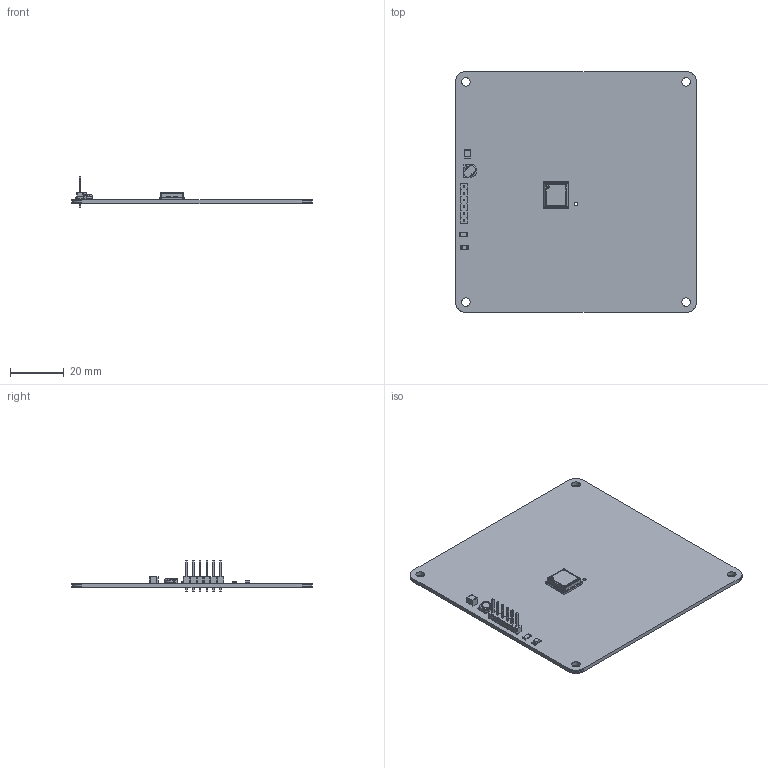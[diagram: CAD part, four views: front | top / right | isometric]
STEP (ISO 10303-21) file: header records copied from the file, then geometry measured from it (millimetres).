
FILE_DESCRIPTION(('KiCad electronic assembly'),'2;1');
FILE_NAME('CommsBoard.step','2025-04-01T15:06:05',('Pcbnew'),('Kicad'), 'Open CASCADE STEP processor 7.7','KiCad to STEP converter','Unknown' );
FILE_SCHEMA(('AUTOMOTIVE_DESIGN { 1 0 10303 214 1 1 1 1 }'));
Length unit declared in the file: millimetre
Products named in the file (14): CommsBoard 1; PinHeader_1x06_P2.54mm_Vertical; SOLID; MAX-M8C-0-10--3DModel-STEP-56544; COMPOUND; R_1206_3216Metric; C_1210_3225Metric; LED_1206_3216Metric; ML414H IV01E--3DModel-STEP-56544; CommsBoard PCB
Assembly tree (13 placements, depth 3):
  CommsBoard 1
    PinHeader_1x06_P2.54mm_Vertical
      SOLID
    MAX-M8C-0-10--3DModel-STEP-56544
      COMPOUND
    R_1206_3216Metric
      SOLID
    C_1210_3225Metric
      SOLID
    LED_1206_3216Metric
      SOLID
    ML414H IV01E--3DModel-STEP-56544
      COMPOUND
    CommsBoard PCB
Bounding box: 90.01 x 90 x 11.54 mm (x, y, z)
Volume: 12278.5 mm3; surface area: 17782.5 mm2
Topology: 29 solids, 29 shells, 759 faces, 1939 edges, 1256 vertices
Faces by surface type: plane 657, cylinder 98, torus 4
Full cylindrical faces by diameter (mm): 1 x6, 1.2 x1, 3.2 x4
Entity records: 52707 total; most frequent: CARTESIAN_POINT 8872, DIRECTION 7422, LINE 5379, VECTOR 5379, ORIENTED_EDGE 3878, PCURVE 3878, DEFINITIONAL_REPRESENTATION 3878, EDGE_CURVE 1939
